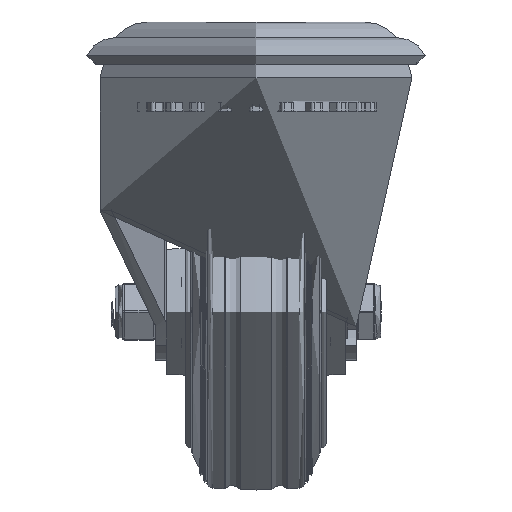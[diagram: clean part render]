
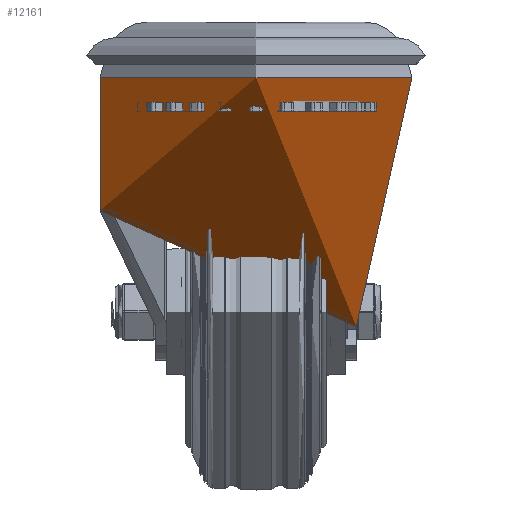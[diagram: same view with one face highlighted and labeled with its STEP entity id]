
A CAD part, left-side view. The second image highlights one B-rep face of the part: STEP entity #12161.
In plain terms, the highlighted cylindrical face has radius 35 mm (diameter 70 mm), a full revolution.
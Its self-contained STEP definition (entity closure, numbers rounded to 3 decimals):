
#209=B_SPLINE_CURVE_WITH_KNOTS('',3,(#18980,#18981,#18982,#18983,#18984,
#18985,#18986,#18987,#18988,#18989,#18990,#18991,#18992,#18993,#18994,#18995,
#18996,#18997,#18998,#18999,#19000,#19001,#19002,#19003,#19004,#19005,#19006,
#19007,#19008,#19009,#19010,#19011,#19012,#19013,#19014,#19015,#19016,#19017,
#19018,#19019,#19020,#19021,#19022,#19023),.UNSPECIFIED.,.F.,.F.,(4,2,2,
2,2,2,2,2,2,2,2,2,2,2,2,2,2,2,2,2,2,4),(6.422,7.254,
8.086,8.917,9.749,10.397,11.045,
11.693,12.341,12.989,13.637,14.285,
14.934,15.765,16.597,17.429,18.26,
19.198,20.136,21.074,22.011,22.093),
 .UNSPECIFIED.);
#210=B_SPLINE_CURVE_WITH_KNOTS('',3,(#19027,#19028,#19029,#19030,#19031,
#19032,#19033,#19034,#19035,#19036),.UNSPECIFIED.,.F.,.F.,(4,2,2,2,4),(-0.839,
-0.739,-0.639,-0.526,-0.413),
 .UNSPECIFIED.);
#211=B_SPLINE_CURVE_WITH_KNOTS('',3,(#19040,#19041,#19042,#19043,#19044,
#19045,#19046,#19047,#19048,#19049),.UNSPECIFIED.,.F.,.F.,(4,2,2,2,4),(-0.426,
-0.314,-0.201,-0.1,0.),
 .UNSPECIFIED.);
#212=B_SPLINE_CURVE_WITH_KNOTS('',3,(#19052,#19053,#19054,#19055,#19056,
#19057,#19058,#19059,#19060,#19061,#19062,#19063),.UNSPECIFIED.,.F.,.F.,
(4,2,2,2,2,4),(2.589,2.671,3.609,4.547,
5.485,6.422),.UNSPECIFIED.);
#893=CYLINDRICAL_SURFACE('',#13253,35.);
#1384=LINE('',#18978,#2419);
#1385=LINE('',#19025,#2420);
#1386=LINE('',#19051,#2421);
#2419=VECTOR('',#15321,35.);
#2420=VECTOR('',#15322,1000.);
#2421=VECTOR('',#15325,1000.);
#3370=FACE_OUTER_BOUND('',#4089,.T.);
#4089=EDGE_LOOP('',(#9315,#9316,#9317,#9318,#9319,#9320,#9321,#9322,#9323,
#9324));
#4866=CIRCLE('',#13237,35.);
#4878=CIRCLE('',#13254,35.);
#5614=VERTEX_POINT('',#18949);
#5623=VERTEX_POINT('',#18977);
#5624=VERTEX_POINT('',#18979);
#5625=VERTEX_POINT('',#19024);
#5626=VERTEX_POINT('',#19026);
#5627=VERTEX_POINT('',#19037);
#5628=VERTEX_POINT('',#19039);
#5629=VERTEX_POINT('',#19050);
#6953=EDGE_CURVE('',#5614,#5614,#4866,.T.);
#6967=EDGE_CURVE('',#5614,#5623,#1384,.T.);
#6968=EDGE_CURVE('',#5623,#5624,#209,.T.);
#6969=EDGE_CURVE('',#5624,#5625,#1385,.T.);
#6970=EDGE_CURVE('',#5626,#5625,#210,.F.);
#6971=EDGE_CURVE('',#5626,#5627,#4878,.T.);
#6972=EDGE_CURVE('',#5628,#5627,#211,.F.);
#6973=EDGE_CURVE('',#5628,#5629,#1386,.T.);
#6974=EDGE_CURVE('',#5629,#5623,#212,.T.);
#9315=ORIENTED_EDGE('',*,*,#6953,.F.);
#9316=ORIENTED_EDGE('',*,*,#6967,.T.);
#9317=ORIENTED_EDGE('',*,*,#6968,.T.);
#9318=ORIENTED_EDGE('',*,*,#6969,.T.);
#9319=ORIENTED_EDGE('',*,*,#6970,.F.);
#9320=ORIENTED_EDGE('',*,*,#6971,.T.);
#9321=ORIENTED_EDGE('',*,*,#6972,.F.);
#9322=ORIENTED_EDGE('',*,*,#6973,.T.);
#9323=ORIENTED_EDGE('',*,*,#6974,.T.);
#9324=ORIENTED_EDGE('',*,*,#6967,.F.);
#12161=ADVANCED_FACE('',(#3370),#893,.T.);
#13237=AXIS2_PLACEMENT_3D('',#18950,#15285,#15286);
#13253=AXIS2_PLACEMENT_3D('',#18976,#15319,#15320);
#13254=AXIS2_PLACEMENT_3D('',#19038,#15323,#15324);
#15285=DIRECTION('center_axis',(0.,0.,1.));
#15286=DIRECTION('ref_axis',(0.,-1.,0.));
#15319=DIRECTION('center_axis',(0.,0.,1.));
#15320=DIRECTION('ref_axis',(0.,-1.,0.));
#15321=DIRECTION('',(0.,0.,-1.));
#15322=DIRECTION('',(0.,0.,1.));
#15323=DIRECTION('center_axis',(0.,0.,1.));
#15324=DIRECTION('ref_axis',(0.,-1.,0.));
#15325=DIRECTION('',(0.,0.,-1.));
#18949=CARTESIAN_POINT('',(0.,35.,-3.009));
#18950=CARTESIAN_POINT('Origin',(0.,0.,-3.009));
#18976=CARTESIAN_POINT('Origin',(0.,0.,-66.511));
#18977=CARTESIAN_POINT('',(0.,35.,-32.843));
#18978=CARTESIAN_POINT('',(0.,35.,-66.511));
#18979=CARTESIAN_POINT('',(26.81,-22.5,-58.876));
#18980=CARTESIAN_POINT('Ctrl Pts',(0.,35.,-32.843));
#18981=CARTESIAN_POINT('Ctrl Pts',(-2.121,35.,-31.057));
#18982=CARTESIAN_POINT('Ctrl Pts',(-4.358,34.805,-29.231));
#18983=CARTESIAN_POINT('Ctrl Pts',(-8.903,33.928,-25.65));
#18984=CARTESIAN_POINT('Ctrl Pts',(-11.209,33.246,-23.894));
#18985=CARTESIAN_POINT('Ctrl Pts',(-15.716,31.368,-20.574));
#18986=CARTESIAN_POINT('Ctrl Pts',(-17.919,30.17,-19.007));
#18987=CARTESIAN_POINT('Ctrl Pts',(-22.053,27.295,-16.151));
#18988=CARTESIAN_POINT('Ctrl Pts',(-23.983,25.617,-14.862));
#18989=CARTESIAN_POINT('Ctrl Pts',(-27.044,22.306,-12.863));
#18990=CARTESIAN_POINT('Ctrl Pts',(-28.333,20.659,-12.039));
#18991=CARTESIAN_POINT('Ctrl Pts',(-30.643,17.046,-10.586));
#18992=CARTESIAN_POINT('Ctrl Pts',(-31.663,15.079,-9.957));
#18993=CARTESIAN_POINT('Ctrl Pts',(-33.319,10.946,-8.947));
#18994=CARTESIAN_POINT('Ctrl Pts',(-33.956,8.775,-8.564));
#18995=CARTESIAN_POINT('Ctrl Pts',(-34.796,4.382,-8.06));
#18996=CARTESIAN_POINT('Ctrl Pts',(-35.,2.16,-7.94));
#18997=CARTESIAN_POINT('Ctrl Pts',(-35.,-2.16,-7.94));
#18998=CARTESIAN_POINT('Ctrl Pts',(-34.796,-4.382,
-8.06));
#18999=CARTESIAN_POINT('Ctrl Pts',(-33.956,-8.775,
-8.564));
#19000=CARTESIAN_POINT('Ctrl Pts',(-33.319,-10.946,
-8.947));
#19001=CARTESIAN_POINT('Ctrl Pts',(-31.663,-15.079,-9.957));
#19002=CARTESIAN_POINT('Ctrl Pts',(-30.643,-17.046,
-10.586));
#19003=CARTESIAN_POINT('Ctrl Pts',(-28.333,-20.659,
-12.039));
#19004=CARTESIAN_POINT('Ctrl Pts',(-27.044,-22.306,
-12.863));
#19005=CARTESIAN_POINT('Ctrl Pts',(-23.983,-25.617,
-14.862));
#19006=CARTESIAN_POINT('Ctrl Pts',(-22.053,-27.295,-16.151));
#19007=CARTESIAN_POINT('Ctrl Pts',(-17.919,-30.17,-19.007));
#19008=CARTESIAN_POINT('Ctrl Pts',(-15.716,-31.368,-20.574));
#19009=CARTESIAN_POINT('Ctrl Pts',(-11.209,-33.246,
-23.894));
#19010=CARTESIAN_POINT('Ctrl Pts',(-8.903,-33.928,-25.65));
#19011=CARTESIAN_POINT('Ctrl Pts',(-4.358,-34.805,
-29.231));
#19012=CARTESIAN_POINT('Ctrl Pts',(-2.121,-35.,-31.057));
#19013=CARTESIAN_POINT('Ctrl Pts',(2.391,-35.,-34.856));
#19014=CARTESIAN_POINT('Ctrl Pts',(4.837,-34.752,-36.991));
#19015=CARTESIAN_POINT('Ctrl Pts',(9.67,-33.728,-41.371));
#19016=CARTESIAN_POINT('Ctrl Pts',(12.056,-32.953,-43.617));
#19017=CARTESIAN_POINT('Ctrl Pts',(16.624,-30.902,-48.075));
#19018=CARTESIAN_POINT('Ctrl Pts',(18.807,-29.625,-50.287));
#19019=CARTESIAN_POINT('Ctrl Pts',(22.853,-26.629,-54.522));
#19020=CARTESIAN_POINT('Ctrl Pts',(24.717,-24.909,-56.544));
#19021=CARTESIAN_POINT('Ctrl Pts',(26.52,-22.841,-58.552));
#19022=CARTESIAN_POINT('Ctrl Pts',(26.665,-22.672,-58.714));
#19023=CARTESIAN_POINT('Ctrl Pts',(26.81,-22.5,-58.876));
#19024=CARTESIAN_POINT('',(26.81,-22.5,-6.508));
#19025=CARTESIAN_POINT('',(26.81,-22.5,-35.259));
#19026=CARTESIAN_POINT('',(28.723,-20.,-4.008));
#19027=CARTESIAN_POINT('Ctrl Pts',(26.81,-22.5,-6.508));
#19028=CARTESIAN_POINT('Ctrl Pts',(26.81,-22.5,-6.173));
#19029=CARTESIAN_POINT('Ctrl Pts',(26.87,-22.429,-5.828));
#19030=CARTESIAN_POINT('Ctrl Pts',(27.087,-22.166,-5.215));
#19031=CARTESIAN_POINT('Ctrl Pts',(27.243,-21.974,-4.947));
#19032=CARTESIAN_POINT('Ctrl Pts',(27.591,-21.536,-4.509));
#19033=CARTESIAN_POINT('Ctrl Pts',(27.813,-21.251,-4.318));
#19034=CARTESIAN_POINT('Ctrl Pts',(28.271,-20.637,-4.068));
#19035=CARTESIAN_POINT('Ctrl Pts',(28.508,-20.308,-4.008));
#19036=CARTESIAN_POINT('Ctrl Pts',(28.723,-20.,-4.008));
#19037=CARTESIAN_POINT('',(28.723,20.,-4.008));
#19038=CARTESIAN_POINT('Origin',(0.,0.,-4.008));
#19039=CARTESIAN_POINT('',(26.81,22.5,-6.508));
#19040=CARTESIAN_POINT('Ctrl Pts',(28.723,20.,-4.008));
#19041=CARTESIAN_POINT('Ctrl Pts',(28.508,20.308,-4.008));
#19042=CARTESIAN_POINT('Ctrl Pts',(28.271,20.637,-4.068));
#19043=CARTESIAN_POINT('Ctrl Pts',(27.813,21.251,-4.318));
#19044=CARTESIAN_POINT('Ctrl Pts',(27.591,21.536,-4.509));
#19045=CARTESIAN_POINT('Ctrl Pts',(27.243,21.974,-4.947));
#19046=CARTESIAN_POINT('Ctrl Pts',(27.087,22.166,-5.215));
#19047=CARTESIAN_POINT('Ctrl Pts',(26.87,22.429,-5.828));
#19048=CARTESIAN_POINT('Ctrl Pts',(26.81,22.5,-6.173));
#19049=CARTESIAN_POINT('Ctrl Pts',(26.81,22.5,-6.508));
#19050=CARTESIAN_POINT('',(26.81,22.5,-58.876));
#19051=CARTESIAN_POINT('',(26.81,22.5,-35.259));
#19052=CARTESIAN_POINT('Ctrl Pts',(26.81,22.5,-58.876));
#19053=CARTESIAN_POINT('Ctrl Pts',(26.665,22.672,-58.714));
#19054=CARTESIAN_POINT('Ctrl Pts',(26.52,22.841,-58.552));
#19055=CARTESIAN_POINT('Ctrl Pts',(24.717,24.909,-56.544));
#19056=CARTESIAN_POINT('Ctrl Pts',(22.853,26.629,-54.522));
#19057=CARTESIAN_POINT('Ctrl Pts',(18.807,29.625,-50.287));
#19058=CARTESIAN_POINT('Ctrl Pts',(16.624,30.902,-48.075));
#19059=CARTESIAN_POINT('Ctrl Pts',(12.056,32.953,-43.617));
#19060=CARTESIAN_POINT('Ctrl Pts',(9.67,33.728,-41.371));
#19061=CARTESIAN_POINT('Ctrl Pts',(4.837,34.752,-36.991));
#19062=CARTESIAN_POINT('Ctrl Pts',(2.391,35.,-34.856));
#19063=CARTESIAN_POINT('Ctrl Pts',(0.,35.,-32.843));
